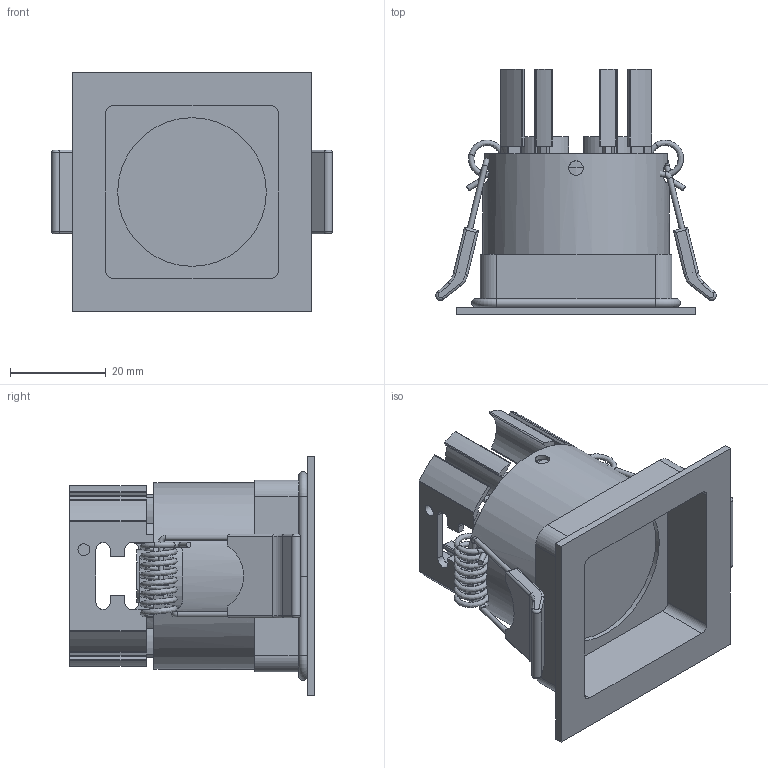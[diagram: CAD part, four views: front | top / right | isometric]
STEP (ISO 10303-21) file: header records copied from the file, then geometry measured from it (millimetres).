
FILE_DESCRIPTION (( 'STEP AP214' ), '1' );
FILE_NAME ('3400-50-A4W-B - Commerciale .STEP', '2022-01-11T12:16:13', ( '' ), ( '' ), 'SwSTEP 2.0', 'SolidWorks 2020', '' );
FILE_SCHEMA (( 'AUTOMOTIVE_DESIGN' ));
Length unit declared in the file: millimetre
Products named in the file (1): 3400-50-A4W-B - Commerciale 
Bounding box: 58.52 x 51.1 x 50 mm (x, y, z)
Surface area: 24755.2 mm2 (no closed solid volume)
Topology: 0 solids, 10 shells, 373 faces, 1182 edges, 811 vertices
Faces by surface type: cylinder 184, plane 152, torus 26, bspline 11
Full cylindrical faces by diameter (mm): 1.1 x8, 1.78 x5, 2.5 x1, 3 x2, 24 x1, 31 x1, 37 x1, 39 x1
Entity records: 19783 total; most frequent: CARTESIAN_POINT 5332, DIRECTION 2176, ORIENTED_EDGE 2089, EDGE_CURVE 1137, VERTEX_POINT 807, AXIS2_PLACEMENT_3D 795, LINE 586, VECTOR 586
